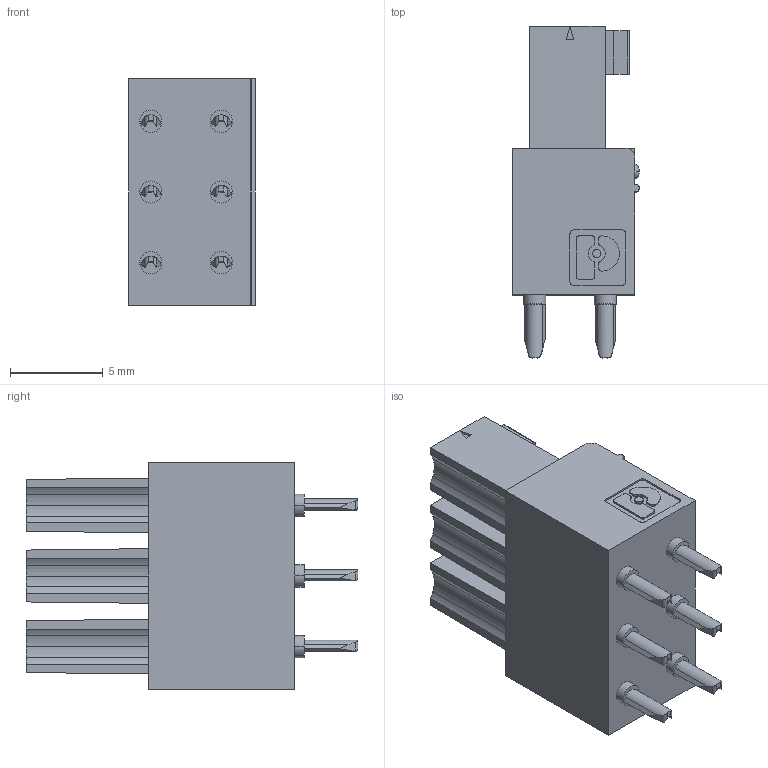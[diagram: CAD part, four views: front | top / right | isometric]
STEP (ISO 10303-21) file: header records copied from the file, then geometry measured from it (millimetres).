
FILE_DESCRIPTION(('SolidDesigner STEP Export'),'1');
FILE_NAME('imcv_1.5-3-g-3.81.stp','2000-11-08T16:17:23',(''),(''), 'SolidDesigner STEP processor Version: 7.0(Mar 1999)for AP214(CD)(Solid Model)', 'CoCreate SolidDesigner: 08.01 19-Jun-2000(C) CoCreate Software GmbH','');
FILE_SCHEMA(('AUTOMOTIVE_DESIGN_CC2 {1 2 10303 214 -1 1 5 1}'));
Length unit declared in the file: millimetre
Products named in the file (2): imcv_1.5-3-g-3.81
Assembly tree (1 placements, depth 2):
  imcv_1.5-3-g-3.81
    imcv_1.5-3-g-3.81
Bounding box: 6.85 x 17.9 x 12.22 mm (x, y, z)
Volume: 867.7 mm3; surface area: 862.5 mm2
Topology: 1 solids, 1 shells, 338 faces, 861 edges, 546 vertices
Faces by surface type: plane 213, cylinder 111, sphere 8, cone 6
Entity records: 14173 total; most frequent: CARTESIAN_POINT 3739, ORIENTED_EDGE 1722, DIRECTION 1454, EDGE_CURVE 861, VERTEX_POINT 546, VECTOR 486, LINE 486, AXIS2_PLACEMENT_3D 484
